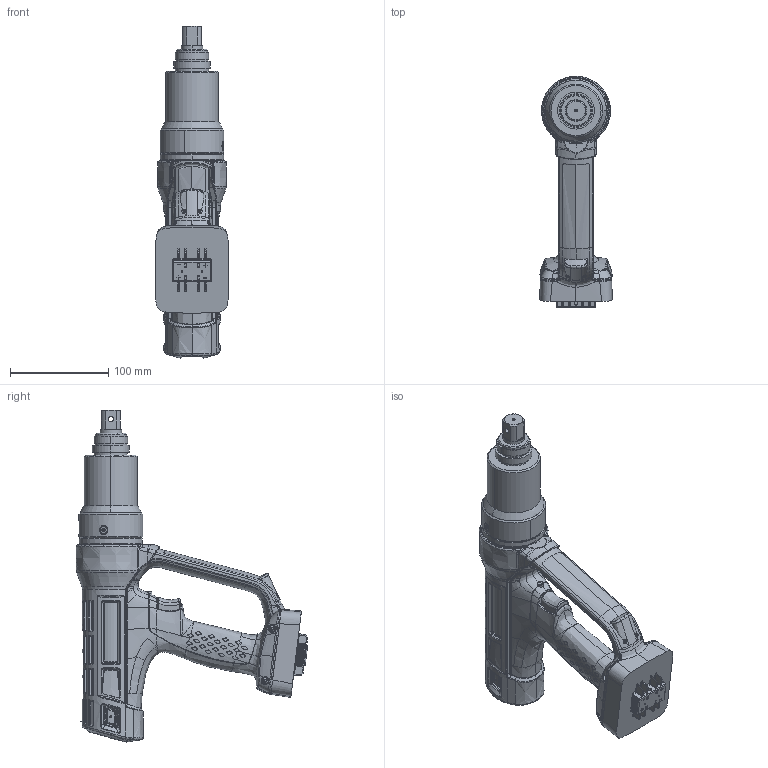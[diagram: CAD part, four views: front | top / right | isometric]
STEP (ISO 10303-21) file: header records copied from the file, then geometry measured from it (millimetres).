
FILE_DESCRIPTION((''),'2;1');
FILE_NAME('EXT_COMP_SW0004','2020-10-27T20:21:24',('INEVDh'),(''),'CREO PARAMETRIC BY PTC INC, 2018100','CREO PARAMETRIC BY PTC INC, 2018100','');
FILE_SCHEMA(('CONFIG_CONTROL_DESIGN'));
Length unit declared in the file: inch
Products named in the file (1): EXT_COMP_SW0004
Bounding box: 73.4 x 235.1 x 337.61 mm (x, y, z)
Volume: 1156949.8 mm3; surface area: 202142.6 mm2
Topology: 4 solids, 14 shells, 7926 faces, 20431 edges, 12644 vertices
Faces by surface type: bspline 2880, plane 2836, cylinder 1481, extrusion 358, sphere 161, cone 112, torus 72, revolution 26
Entity records: 391315 total; most frequent: CARTESIAN_POINT 226571, ORIENTED_EDGE 40820, DIRECTION 23593, EDGE_CURVE 20410, VERTEX_POINT 12643, B_SPLINE_CURVE_WITH_KNOTS 10264, EDGE_LOOP 8173, AXIS2_PLACEMENT_3D 8016
